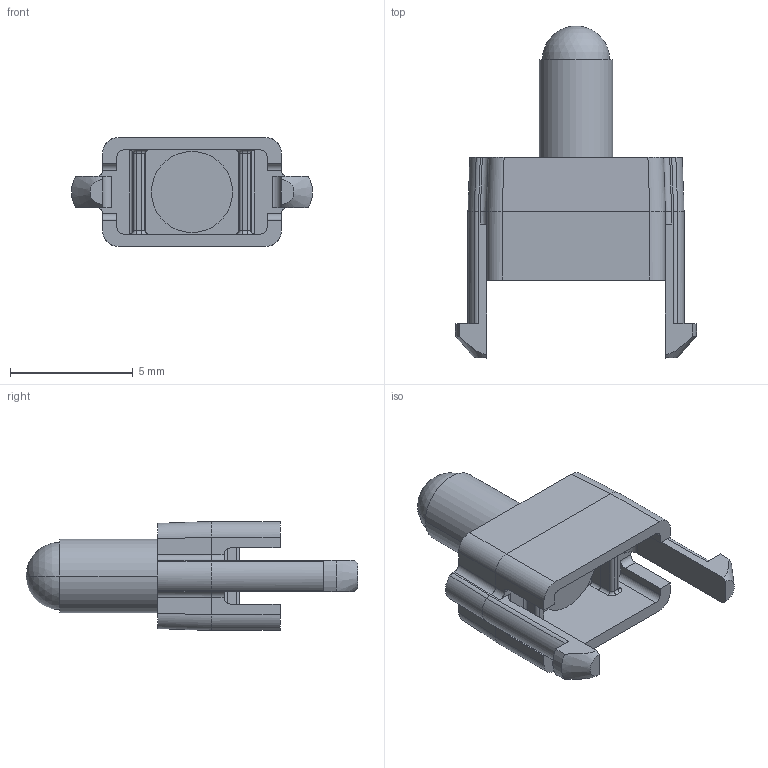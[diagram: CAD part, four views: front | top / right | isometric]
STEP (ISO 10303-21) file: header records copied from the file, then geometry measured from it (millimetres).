
FILE_DESCRIPTION((''),'2;1');
FILE_NAME('5151194801DF_SW0001','2022-06-30T13:33:31',('ldichoso'),(''),'CREO PARAMETRIC BY PTC INC, 2021304','CREO PARAMETRIC BY PTC INC, 2021304','');
FILE_SCHEMA(('CONFIG_CONTROL_DESIGN'));
Length unit declared in the file: inch
Products named in the file (1): 5151194801DF_SW0001
Bounding box: 9.83 x 13.54 x 4.45 mm (x, y, z)
Volume: 152.7 mm3; surface area: 312.5 mm2
Topology: 1 solids, 1 shells, 126 faces, 326 edges, 203 vertices
Faces by surface type: cylinder 66, plane 48, torus 8, cone 2, sphere 2
Entity records: 4045 total; most frequent: CARTESIAN_POINT 962, ORIENTED_EDGE 648, DIRECTION 620, EDGE_CURVE 324, AXIS2_PLACEMENT_3D 214, VERTEX_POINT 203, VECTOR 192, LINE 192
